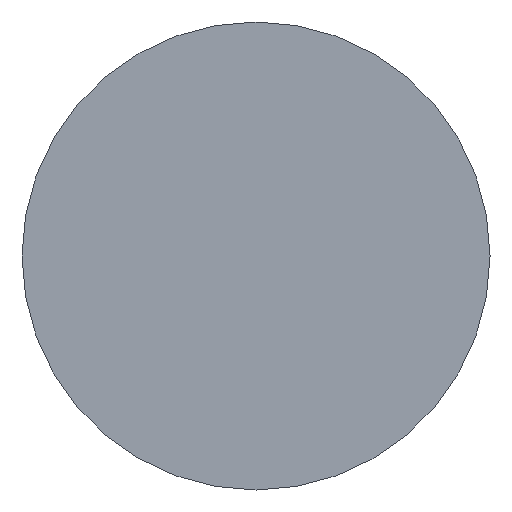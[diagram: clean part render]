
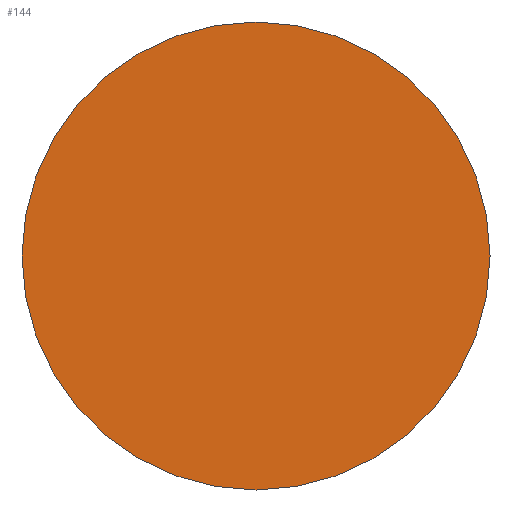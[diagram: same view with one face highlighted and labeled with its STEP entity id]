
A CAD part, front view. The second image highlights one B-rep face of the part: STEP entity #144.
In plain terms, the highlighted planar face has unit normal (0, -1, 0).
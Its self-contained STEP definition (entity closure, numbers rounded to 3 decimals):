
#35 = VERTEX_POINT ( 'NONE', #65 ) ;
#65 = CARTESIAN_POINT ( 'NONE',  ( 0., 0., -25. ) ) ;
#129 = EDGE_LOOP ( 'NONE', ( #145, #151 ) ) ;
#131 = EDGE_CURVE ( 'NONE', #35, #189, #307, .T. ) ;
#144 = ADVANCED_FACE ( 'NONE', ( #299 ), #277, .T. ) ;
#145 = ORIENTED_EDGE ( 'NONE', *, *, #190, .F. ) ;
#151 = ORIENTED_EDGE ( 'NONE', *, *, #131, .F. ) ;
#189 = VERTEX_POINT ( 'NONE', #206 ) ;
#190 = EDGE_CURVE ( 'NONE', #189, #35, #328, .T. ) ;
#206 = CARTESIAN_POINT ( 'NONE',  ( 0., 0., 25. ) ) ;
#234 = AXIS2_PLACEMENT_3D ( 'NONE', #242, #302, #301 ) ;
#242 = CARTESIAN_POINT ( 'NONE',  ( 0., 0., 0. ) ) ;
#274 = DIRECTION ( 'NONE',  ( 0., -1., 0. ) ) ;
#275 = CARTESIAN_POINT ( 'NONE',  ( 0., 0., 0. ) ) ;
#277 = PLANE ( 'NONE',  #286 ) ;
#286 = AXIS2_PLACEMENT_3D ( 'NONE', #275, #274, #356 ) ;
#299 = FACE_OUTER_BOUND ( 'NONE', #129, .T. ) ;
#301 = DIRECTION ( 'NONE',  ( 0., 0., 1. ) ) ;
#302 = DIRECTION ( 'NONE',  ( 0., 1., 0. ) ) ;
#307 = CIRCLE ( 'NONE', #234, 25. ) ;
#318 = DIRECTION ( 'NONE',  ( 0., 0., 1. ) ) ;
#319 = DIRECTION ( 'NONE',  ( 0., 1., 0. ) ) ;
#320 = CARTESIAN_POINT ( 'NONE',  ( 0., 0., 0. ) ) ;
#321 = AXIS2_PLACEMENT_3D ( 'NONE', #320, #319, #318 ) ;
#328 = CIRCLE ( 'NONE', #321, 25. ) ;
#356 = DIRECTION ( 'NONE',  ( 0., 0., -1. ) ) ;
